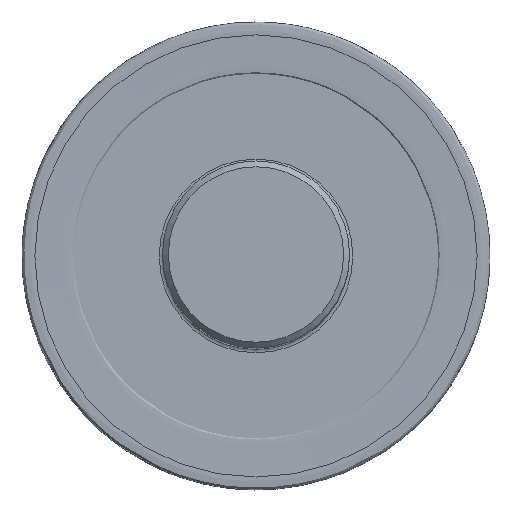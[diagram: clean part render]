
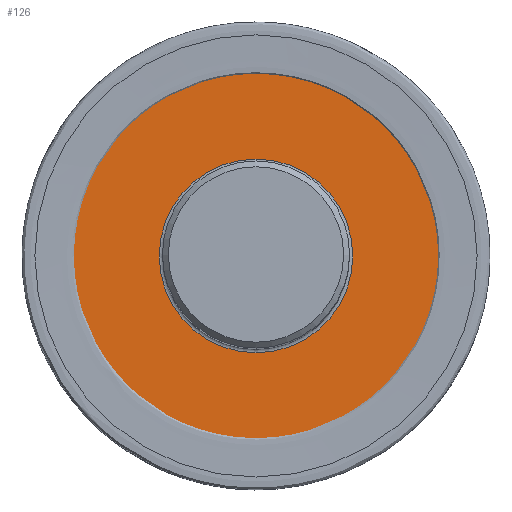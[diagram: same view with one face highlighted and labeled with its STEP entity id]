
A CAD part, top view. The second image highlights one B-rep face of the part: STEP entity #126.
In plain terms, the highlighted planar face has unit normal (0, 0, 1).
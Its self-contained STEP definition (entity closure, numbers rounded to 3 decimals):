
#126=ADVANCED_FACE('TB_SU_5',(#143,#144),#140,.T.);
#140=PLANE('',#370);
#143=FACE_BOUND('',#165,.T.);
#144=FACE_BOUND('',#166,.T.);
#165=EDGE_LOOP('',(#187));
#166=EDGE_LOOP('',(#188));
#187=ORIENTED_EDGE('',*,*,#222,.T.);
#188=ORIENTED_EDGE('',*,*,#223,.T.);
#209=VERTEX_POINT('',#499);
#210=VERTEX_POINT('',#501);
#222=EDGE_CURVE('',#209,#209,#233,.T.);
#223=EDGE_CURVE('',#210,#210,#234,.T.);
#233=CIRCLE('',#368,16.55);
#234=CIRCLE('',#369,37.8);
#368=AXIS2_PLACEMENT_3D('',#498,#420,#421);
#369=AXIS2_PLACEMENT_3D('',#500,#422,#423);
#370=AXIS2_PLACEMENT_3D('',#502,#424,#425);
#420=DIRECTION('',(0.,0.,-1.));
#421=DIRECTION('',(1.,0.,0.));
#422=DIRECTION('',(0.,0.,1.));
#423=DIRECTION('',(1.,0.,0.));
#424=DIRECTION('',(0.,0.,1.));
#425=DIRECTION('',(1.,0.,0.));
#498=CARTESIAN_POINT('',(0.,0.,-140.5));
#499=CARTESIAN_POINT('',(16.55,0.,-140.5));
#500=CARTESIAN_POINT('',(0.,0.,-140.5));
#501=CARTESIAN_POINT('',(37.8,0.,-140.5));
#502=CARTESIAN_POINT('',(-38.8,0.,-140.5));
